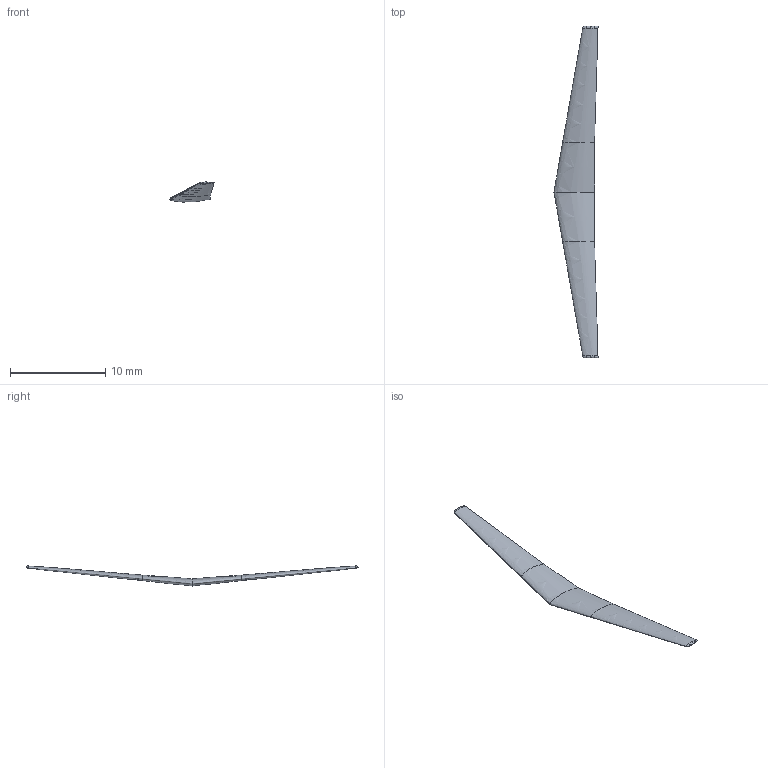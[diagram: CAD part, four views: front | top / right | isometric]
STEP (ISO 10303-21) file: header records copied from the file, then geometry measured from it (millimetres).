
FILE_DESCRIPTION(('Open CASCADE Model'),'2;1');
FILE_NAME('Open CASCADE Shape Model','2018-11-23T13:02:47',('Author'),( 'Open CASCADE'),'Open CASCADE STEP processor 7.0','Open CASCADE 7.0' ,'Unknown');
FILE_SCHEMA(('AUTOMOTIVE_DESIGN { 1 0 10303 214 1 1 1 1 }'));
Products named in the file (1): Aircraft 1
Bounding box: 4.62 x 34.78 x 2.11 mm (x, y, z)
Volume: 32.2 mm3; surface area: 205.3 mm2
Topology: 1 solids, 1 shells, 30 faces, 66 edges, 38 vertices
Faces by surface type: bspline 30
Entity records: 33490 total; most frequent: CARTESIAN_POINT 32477, ORIENTED_EDGE 132, PCURVE 132, DEFINITIONAL_REPRESENTATION 132, B_SPLINE_CURVE_WITH_KNOTS 122, DIRECTION 68, EDGE_CURVE 66, SURFACE_CURVE 66
